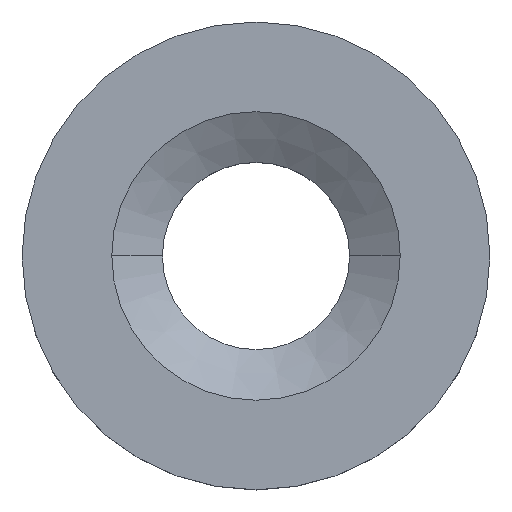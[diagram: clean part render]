
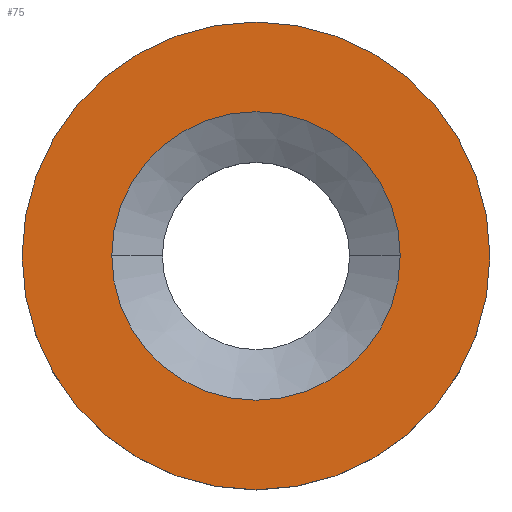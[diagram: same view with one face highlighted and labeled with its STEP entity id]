
A CAD part, top view. The second image highlights one B-rep face of the part: STEP entity #75.
In plain terms, the highlighted planar face has unit normal (0, 0, 1).
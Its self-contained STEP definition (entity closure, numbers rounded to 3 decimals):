
#71=EDGE_CURVE('',#117,#103,#158,.T.);
#75=ADVANCED_FACE('',(#162,#163),#164,.T.);
#79=EDGE_CURVE('',#121,#115,#168,.T.);
#99=EDGE_CURVE('',#115,#121,#189,.T.);
#103=VERTEX_POINT('',#195);
#107=EDGE_CURVE('',#103,#117,#200,.T.);
#115=VERTEX_POINT('',#209);
#117=VERTEX_POINT('',#211);
#121=VERTEX_POINT('',#215);
#158=CIRCLE('',#247,15.);
#162=FACE_OUTER_BOUND('',#251,.T.);
#163=FACE_BOUND('',#252,.T.);
#164=PLANE('',#253);
#168=CIRCLE('',#260,9.25);
#189=CIRCLE('',#290,9.25);
#195=CARTESIAN_POINT('',(-15.,0.,5.));
#200=CIRCLE('',#302,15.);
#209=CARTESIAN_POINT('',(9.25,0.,5.));
#211=CARTESIAN_POINT('',(15.,0.,5.));
#215=CARTESIAN_POINT('',(-9.25,0.,5.));
#247=AXIS2_PLACEMENT_3D('',#350,#351,#352);
#251=EDGE_LOOP('',(#354,#355));
#252=EDGE_LOOP('',(#356,#357));
#253=AXIS2_PLACEMENT_3D('',#358,#359,#360);
#260=AXIS2_PLACEMENT_3D('',#362,#363,#364);
#290=AXIS2_PLACEMENT_3D('',#382,#383,#384);
#302=AXIS2_PLACEMENT_3D('',#401,#402,#403);
#350=CARTESIAN_POINT('',(0.0,0.,5.));
#351=DIRECTION('',(-0.0,0.0,-1.0));
#352=DIRECTION('',(-1.0,0.,0.0));
#354=ORIENTED_EDGE('',*,*,#107,.F.);
#355=ORIENTED_EDGE('',*,*,#71,.F.);
#356=ORIENTED_EDGE('',*,*,#79,.T.);
#357=ORIENTED_EDGE('',*,*,#99,.T.);
#358=CARTESIAN_POINT('',(-12.125,0.,5.));
#359=DIRECTION('',(0.0,0.0,1.0));
#360=DIRECTION('',(-1.0,0.,0.0));
#362=CARTESIAN_POINT('',(0.0,0.,5.));
#363=DIRECTION('',(-0.0,0.0,-1.0));
#364=DIRECTION('',(-1.0,0.,0.0));
#382=CARTESIAN_POINT('',(0.0,0.,5.));
#383=DIRECTION('',(-0.0,0.0,-1.0));
#384=DIRECTION('',(-1.0,0.,0.0));
#401=CARTESIAN_POINT('',(0.0,0.,5.));
#402=DIRECTION('',(-0.0,0.0,-1.0));
#403=DIRECTION('',(-1.0,0.,0.0));
